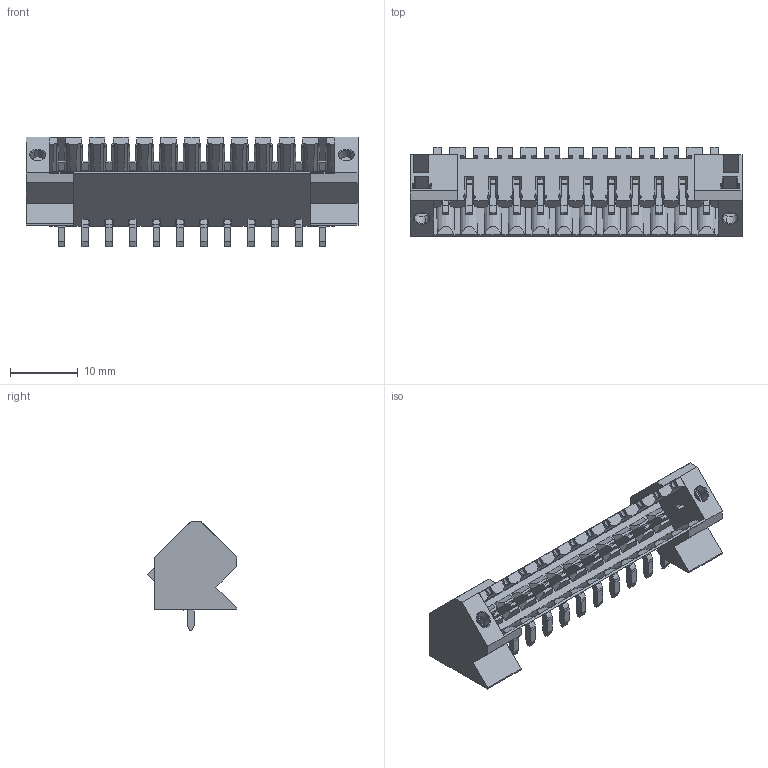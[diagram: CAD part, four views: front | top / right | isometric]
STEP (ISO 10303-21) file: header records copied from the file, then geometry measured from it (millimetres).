
FILE_DESCRIPTION(('CATIA V5 STEP Exchange','CAx-IF Rec.Pracs.--- Model Styling and Organization---1.2---2011-12-15'),'2;1');
FILE_NAME ('D1454207_0_1643430000_1643430000.stp','2018-10-10T07:33:24+00:00',('none'),('Weidmueller'),'CATIA Version 5-6 Release 2014','CATIA V5 STEP AP214','none');
FILE_SCHEMA(('AUTOMOTIVE_DESIGN { 1 0 10303 214 1 1 1 1 }'));
Length unit declared in the file: millimetre
Products named in the file (1): 1643430000
Bounding box: 49 x 13.15 x 16.23 mm (x, y, z)
Volume: 2278.9 mm3; surface area: 4968.4 mm2
Topology: 13 solids, 13 shells, 998 faces, 2877 edges, 1907 vertices
Faces by surface type: plane 834, cylinder 148, cone 16
Entity records: 30503 total; most frequent: CARTESIAN_POINT 6888, ORIENTED_EDGE 5754, DIRECTION 3537, EDGE_CURVE 2877, VECTOR 2335, LINE 2335, VERTEX_POINT 1907, EDGE_LOOP 1028
